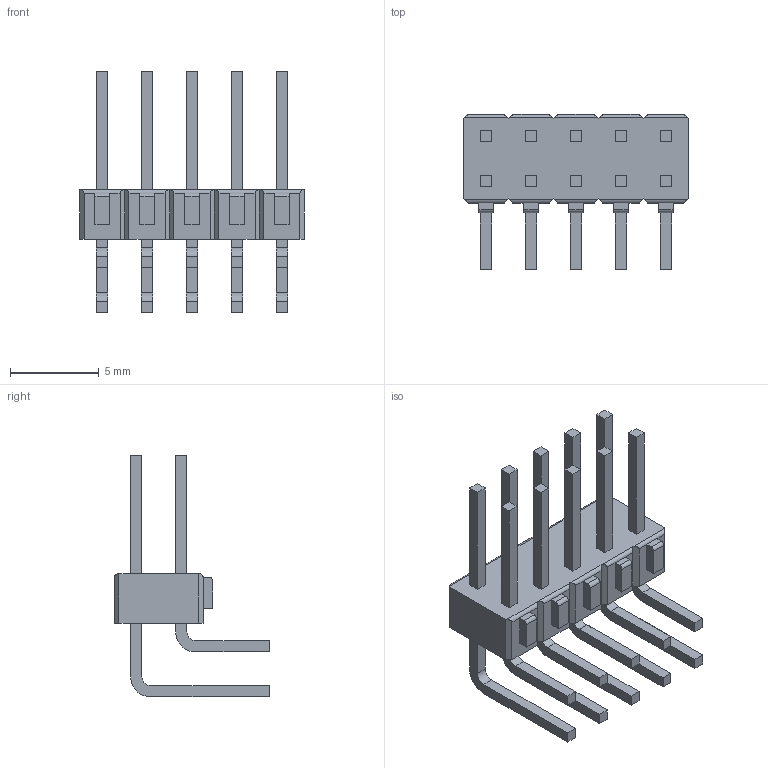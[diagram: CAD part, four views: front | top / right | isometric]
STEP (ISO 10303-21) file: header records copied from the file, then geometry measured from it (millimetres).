
FILE_DESCRIPTION((''),'2;1');
FILE_NAME('C-826634-5','2017-03-30T',('workeradm'),('Tyco Electronics Ltd.'),'CREO PARAMETRIC BY PTC INC, 2016050','CREO PARAMETRIC BY PTC INC, 2016050','');
FILE_SCHEMA(('AUTOMOTIVE_DESIGN { 1 0 10303 214 1 1 1 1 }'));
Length unit declared in the file: millimetre
Products named in the file (1): C-826634-5
Bounding box: 12.7 x 8.75 x 13.65 mm (x, y, z)
Volume: 239.9 mm3; surface area: 621.8 mm2
Topology: 1 solids, 1 shells, 214 faces, 566 edges, 374 vertices
Faces by surface type: plane 179, cylinder 35
Entity records: 6614 total; most frequent: CARTESIAN_POINT 1246, ORIENTED_EDGE 1132, DIRECTION 1024, EDGE_CURVE 566, VECTOR 496, LINE 496, VERTEX_POINT 374, AXIS2_PLACEMENT_3D 264
